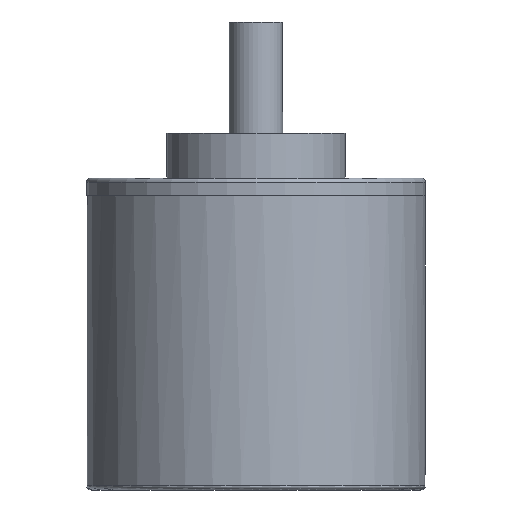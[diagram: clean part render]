
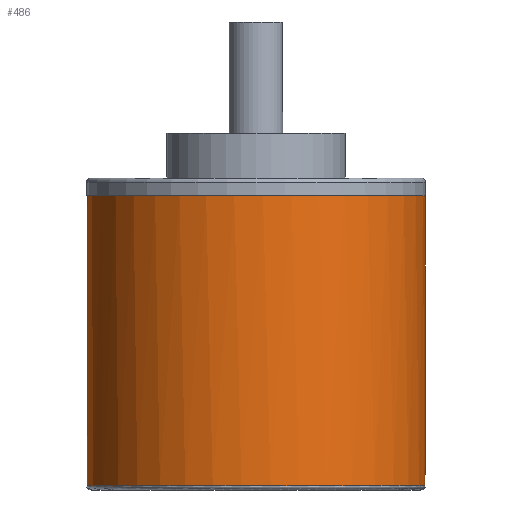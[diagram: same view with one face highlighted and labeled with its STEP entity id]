
A CAD part, front view. The second image highlights one B-rep face of the part: STEP entity #486.
In plain terms, the highlighted cylindrical face has radius 19 mm (diameter 38 mm), a full revolution.
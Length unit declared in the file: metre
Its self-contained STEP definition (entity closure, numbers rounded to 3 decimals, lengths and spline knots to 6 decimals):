
#23=B_SPLINE_CURVE_WITH_KNOTS('',3,(#833,#834,#835,#836,#837,#838,#839,
#840,#841,#842,#843,#844,#845,#846),.UNSPECIFIED.,.F.,.F.,(4,1,1,1,1,1,
1,1,1,1,1,4),(0.011444,0.01536,0.017318,
0.019277,0.023193,0.025151,0.02711,
0.031026,0.034943,0.036901,0.038859,
0.042776),.UNSPECIFIED.);
#45=CYLINDRICAL_SURFACE('',#571,0.019);
#86=ORIENTED_EDGE('',*,*,#175,.F.);
#87=ORIENTED_EDGE('',*,*,#176,.T.);
#88=ORIENTED_EDGE('',*,*,#177,.F.);
#175=EDGE_CURVE('',#221,#222,#23,.T.);
#176=EDGE_CURVE('',#221,#222,#263,.T.);
#177=EDGE_CURVE('',#223,#223,#264,.T.);
#221=VERTEX_POINT('',#847);
#222=VERTEX_POINT('',#848);
#223=VERTEX_POINT('',#851);
#263=CIRCLE('',#572,0.019);
#264=CIRCLE('',#573,0.019);
#306=EDGE_LOOP('',(#86,#87));
#307=EDGE_LOOP('',(#88));
#388=FACE_BOUND('',#306,.T.);
#389=FACE_BOUND('',#307,.T.);
#486=ADVANCED_FACE('',(#388,#389),#45,.T.);
#571=AXIS2_PLACEMENT_3D('',#832,#670,#671);
#572=AXIS2_PLACEMENT_3D('',#849,#672,#673);
#573=AXIS2_PLACEMENT_3D('',#850,#674,#675);
#670=DIRECTION('',(0.,0.,-1.));
#671=DIRECTION('',(-1.,0.,0.));
#672=DIRECTION('',(0.,0.,1.));
#673=DIRECTION('',(1.,0.,0.));
#674=DIRECTION('',(0.,0.,1.));
#675=DIRECTION('',(1.,0.,0.));
#832=CARTESIAN_POINT('',(0.,0.,0.033));
#833=CARTESIAN_POINT('',(-0.002345,0.018855,0.0005));
#834=CARTESIAN_POINT('',(-0.003534,0.018707,0.001031));
#835=CARTESIAN_POINT('',(-0.00502,0.018341,0.002443));
#836=CARTESIAN_POINT('',(-0.005812,0.018089,0.004975));
#837=CARTESIAN_POINT('',(-0.005709,0.018123,0.007646));
#838=CARTESIAN_POINT('',(-0.004268,0.018568,0.009978));
#839=CARTESIAN_POINT('',(-0.001976,0.018928,0.011269));
#840=CARTESIAN_POINT('',(0.000666,0.019075,0.011732));
#841=CARTESIAN_POINT('',(0.003914,0.018687,0.010564));
#842=CARTESIAN_POINT('',(0.005708,0.018122,0.007651));
#843=CARTESIAN_POINT('',(0.005812,0.018089,0.004972));
#844=CARTESIAN_POINT('',(0.00502,0.018341,0.002444));
#845=CARTESIAN_POINT('',(0.003529,0.018708,0.001029));
#846=CARTESIAN_POINT('',(0.002345,0.018855,0.0005));
#847=CARTESIAN_POINT('',(-0.002345,0.018855,0.0005));
#848=CARTESIAN_POINT('',(0.002345,0.018855,0.0005));
#849=CARTESIAN_POINT('',(0.,0.,0.0005));
#850=CARTESIAN_POINT('',(0.,0.,0.033));
#851=CARTESIAN_POINT('',(0.019,0.,0.033));
